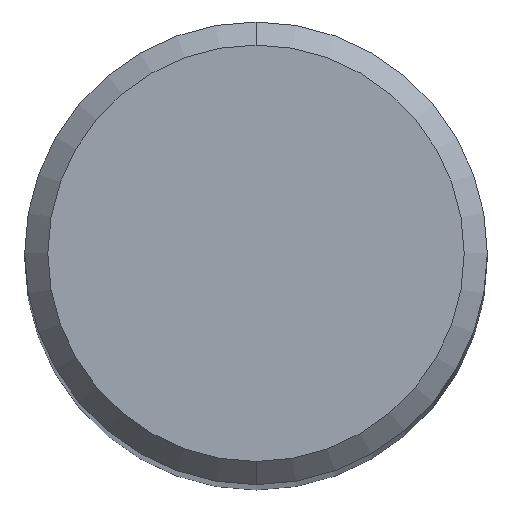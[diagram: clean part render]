
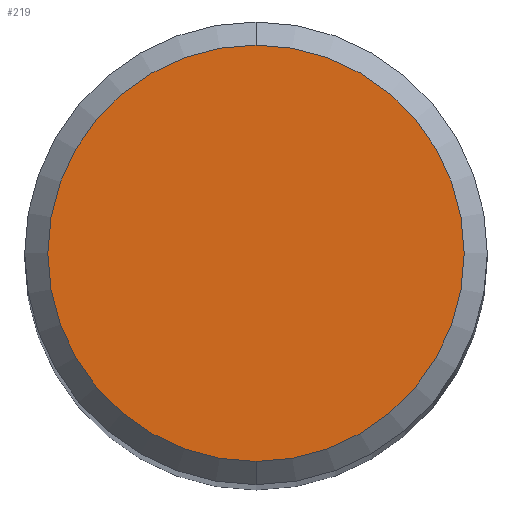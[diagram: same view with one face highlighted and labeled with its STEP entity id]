
A CAD part, top view. The second image highlights one B-rep face of the part: STEP entity #219.
In plain terms, the highlighted planar face has unit normal (0, 0, 1).
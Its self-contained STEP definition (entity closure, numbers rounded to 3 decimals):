
#193=VERTEX_POINT('',#502);
#219=ADVANCED_FACE('',(#531),#532,.T.);
#221=VERTEX_POINT('',#534);
#257=EDGE_CURVE('',#193,#221,#572,.T.);
#429=EDGE_CURVE('',#221,#193,#762,.T.);
#502=CARTESIAN_POINT('',(0.,-3.6,0.0));
#531=FACE_OUTER_BOUND('',#893,.T.);
#532=PLANE('',#894);
#534=CARTESIAN_POINT('',(0.0,3.6,0.0));
#572=CIRCLE('',#965,3.6);
#762=CIRCLE('',#1363,3.6);
#893=EDGE_LOOP('',(#1507,#1508));
#894=AXIS2_PLACEMENT_3D('',#1509,#1510,#1511);
#965=AXIS2_PLACEMENT_3D('',#1544,#1545,#1546);
#1363=AXIS2_PLACEMENT_3D('',#1779,#1780,#1781);
#1507=ORIENTED_EDGE('',*,*,#429,.F.);
#1508=ORIENTED_EDGE('',*,*,#257,.F.);
#1509=CARTESIAN_POINT('',(0.0,1.8,0.0));
#1510=DIRECTION('',(-0.0,0.0,1.0));
#1511=DIRECTION('',(0.0,-1.0,0.0));
#1544=CARTESIAN_POINT('',(0.0,0.0,0.0));
#1545=DIRECTION('',(0.0,0.0,-1.0));
#1546=DIRECTION('',(0.0,1.0,0.0));
#1779=CARTESIAN_POINT('',(0.0,0.0,0.0));
#1780=DIRECTION('',(0.0,0.0,-1.0));
#1781=DIRECTION('',(0.0,1.0,0.0));
